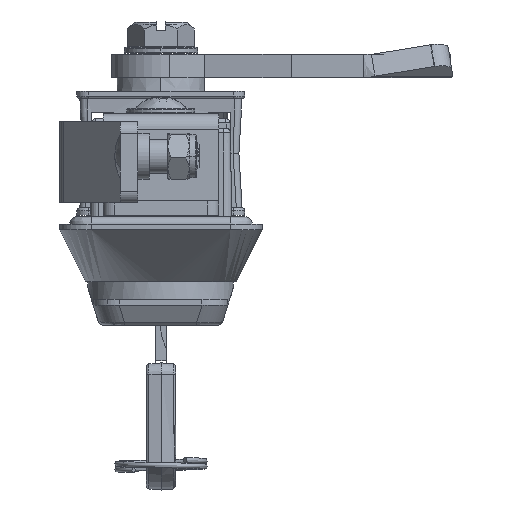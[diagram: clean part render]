
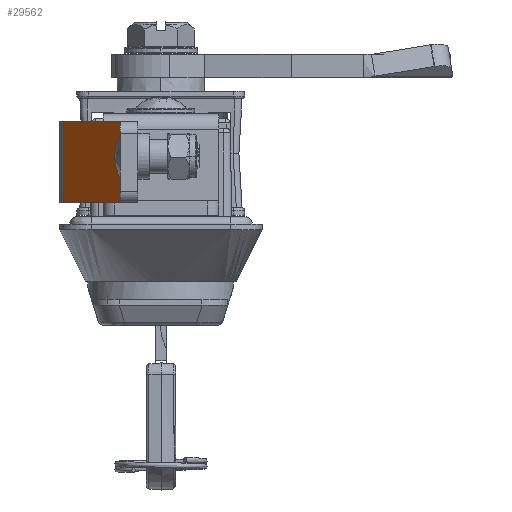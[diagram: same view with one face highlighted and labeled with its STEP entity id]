
A CAD part, left-side view. The second image highlights one B-rep face of the part: STEP entity #29562.
In plain terms, the highlighted planar face has unit normal (-0.628, 0.778, 0).
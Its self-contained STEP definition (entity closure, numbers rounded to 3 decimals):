
#694 = DIRECTION ( 'NONE',  ( -0.628, 0.778, 0. ) ) ;
#776 = ORIENTED_EDGE ( 'NONE', *, *, #23855, .F. ) ;
#940 = CARTESIAN_POINT ( 'NONE',  ( -106.991, 7.056, 5.25 ) ) ;
#1877 = VECTOR ( 'NONE', #7460, 1000. ) ;
#3389 = CARTESIAN_POINT ( 'NONE',  ( -106.991, 7.056, 3.65 ) ) ;
#5910 = CARTESIAN_POINT ( 'NONE',  ( -106.991, 7.056, 3.65 ) ) ;
#6530 = DIRECTION ( 'NONE',  ( -0.778, -0.628, 0. ) ) ;
#6736 = CARTESIAN_POINT ( 'NONE',  ( -94.565, 17.092, 5.25 ) ) ;
#7460 = DIRECTION ( 'NONE',  ( 0., 0., 1. ) ) ;
#8038 = CARTESIAN_POINT ( 'NONE',  ( -94.954, 16.778, 3.65 ) ) ;
#8374 = EDGE_CURVE ( 'NONE', #28285, #16374, #22830, .T. ) ;
#9059 = CARTESIAN_POINT ( 'NONE',  ( -94.954, 16.778, 17.65 ) ) ;
#9562 = PLANE ( 'NONE',  #24448 ) ;
#10131 = ORIENTED_EDGE ( 'NONE', *, *, #17876, .T. ) ;
#10460 = CARTESIAN_POINT ( 'NONE',  ( -106.991, 7.056, 17.65 ) ) ;
#13736 = CARTESIAN_POINT ( 'NONE',  ( -94.954, 16.778, 5.75 ) ) ;
#13858 = LINE ( 'NONE', #940, #21682 ) ;
#16374 = VERTEX_POINT ( 'NONE', #9059 ) ;
#16870 = EDGE_LOOP ( 'NONE', ( #776, #10131, #28287, #33575 ) ) ;
#17629 = VERTEX_POINT ( 'NONE', #10460 ) ;
#17876 = EDGE_CURVE ( 'NONE', #37334, #17629, #13858, .T. ) ;
#19045 = LINE ( 'NONE', #5910, #39353 ) ;
#21682 = VECTOR ( 'NONE', #25773, 1000. ) ;
#22830 = LINE ( 'NONE', #13736, #1877 ) ;
#23855 = EDGE_CURVE ( 'NONE', #37334, #28285, #19045, .T. ) ;
#24448 = AXIS2_PLACEMENT_3D ( 'NONE', #6736, #694, #30979 ) ;
#25074 = VECTOR ( 'NONE', #6530, 1000. ) ;
#25773 = DIRECTION ( 'NONE',  ( 0., 0., 1. ) ) ;
#27553 = FACE_OUTER_BOUND ( 'NONE', #16870, .T. ) ;
#28285 = VERTEX_POINT ( 'NONE', #8038 ) ;
#28287 = ORIENTED_EDGE ( 'NONE', *, *, #29648, .F. ) ;
#29562 = ADVANCED_FACE ( 'NONE', ( #27553 ), #9562, .T. ) ;
#29648 = EDGE_CURVE ( 'NONE', #16374, #17629, #31590, .T. ) ;
#30979 = DIRECTION ( 'NONE',  ( -0.778, -0.628, 0. ) ) ;
#31590 = LINE ( 'NONE', #37250, #25074 ) ;
#33575 = ORIENTED_EDGE ( 'NONE', *, *, #8374, .F. ) ;
#37250 = CARTESIAN_POINT ( 'NONE',  ( -94.954, 16.778, 17.65 ) ) ;
#37334 = VERTEX_POINT ( 'NONE', #3389 ) ;
#39353 = VECTOR ( 'NONE', #39866, 1000. ) ;
#39866 = DIRECTION ( 'NONE',  ( 0.778, 0.628, 0. ) ) ;
